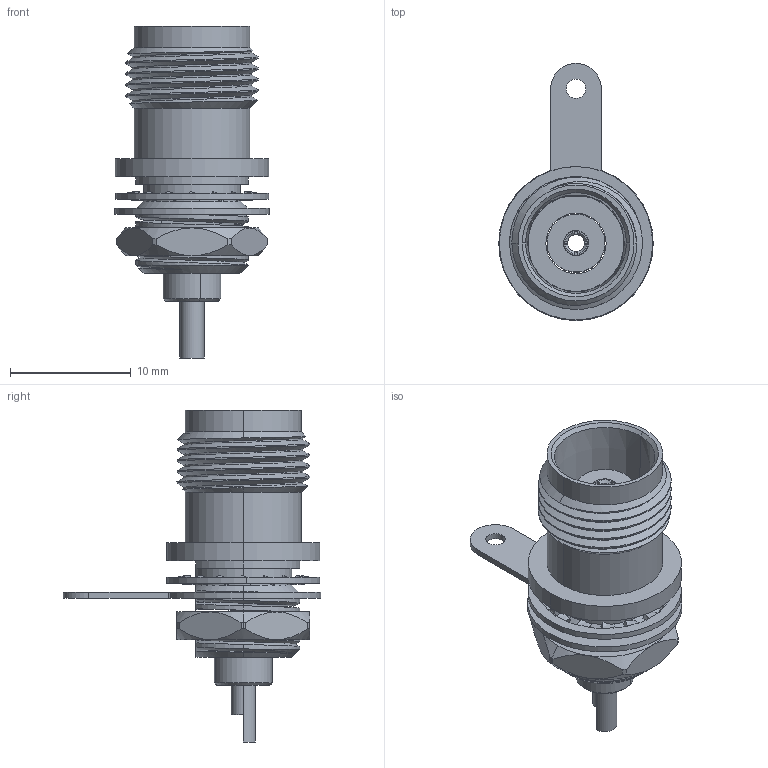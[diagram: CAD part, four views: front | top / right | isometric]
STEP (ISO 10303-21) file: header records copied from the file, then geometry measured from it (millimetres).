
FILE_DESCRIPTION (( 'STEP AP214' ), '1' );
FILE_NAME ('13-352-Q3.STEP', '2026-02-27T10:52:53', ( '' ), ( '' ), 'SwSTEP 2.0', 'SolidWorks 2025', '' );
FILE_SCHEMA (( 'AUTOMOTIVE_DESIGN' ));
Length unit declared in the file: millimetre
Products named in the file (1): 13-352-Q3
Bounding box: 12.8 x 21.3 x 27.5 mm (x, y, z)
Surface area: 1849.3 mm2 (no closed solid volume)
Topology: 0 solids, 8 shells, 211 faces, 728 edges, 495 vertices
Faces by surface type: bspline 70, cylinder 62, plane 40, cone 39
Entity records: 12754 total; most frequent: CARTESIAN_POINT 7180, ORIENTED_EDGE 1168, DIRECTION 971, EDGE_CURVE 728, VERTEX_POINT 495, LINE 337, VECTOR 337, AXIS2_PLACEMENT_3D 317
